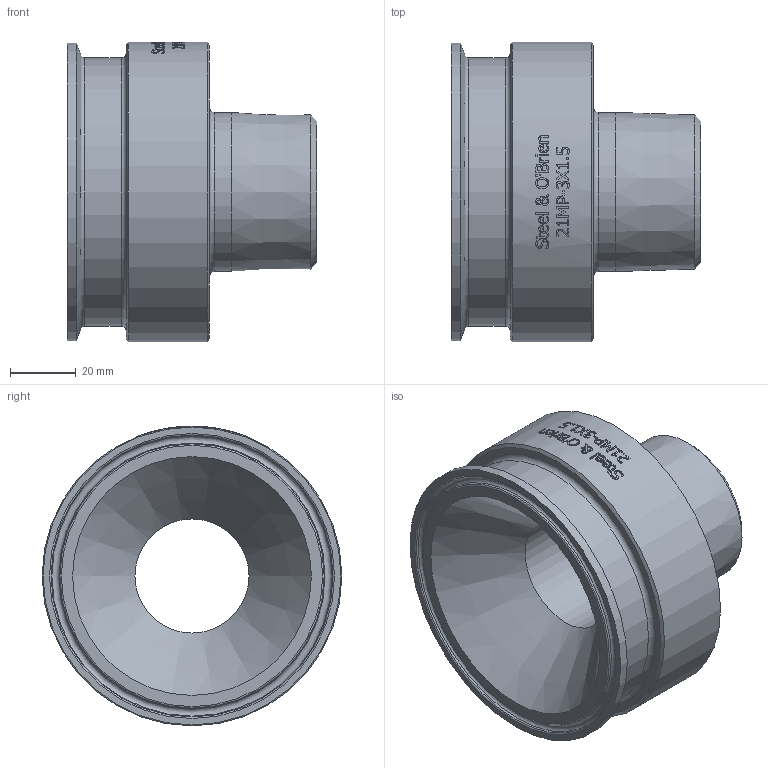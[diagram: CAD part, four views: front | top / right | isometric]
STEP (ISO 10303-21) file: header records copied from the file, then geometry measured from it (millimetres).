
FILE_DESCRIPTION(/* description */ (''),/* implementation_level */ '2;1');
FILE_NAME(/* name */ '21MP-3X1.5.stp',/* time_stamp */ '2019-01-30T17:25:59-05:00',/* author */ ('rick'),/* organization */ (''),/* preprocessor_version */ 'ST-DEVELOPER v15.2',/* originating_system */ 'Autodesk Inventor 2014',/* authorisation */ '');
FILE_SCHEMA (('AUTOMOTIVE_DESIGN { 1 0 10303 214 3 1 1 }'));
Length unit declared in the file: inch
Products named in the file (1): AAV03120
Bounding box: 76.2 x 91.44 x 91.44 mm (x, y, z)
Volume: 219670.9 mm3; surface area: 37274.9 mm2
Topology: 1 solids, 1 shells, 392 faces, 1047 edges, 693 vertices
Faces by surface type: bspline 172, plane 167, cylinder 38, cone 9, torus 6
Full cylindrical faces by diameter (mm): 34.798 x1, 48.552 x1, 81.89 x1, 90.907 x1, 91.44 x1
Entity records: 15267 total; most frequent: CARTESIAN_POINT 6477, ORIENTED_EDGE 2054, DIRECTION 1340, EDGE_CURVE 1027, VERTEX_POINT 693, LINE 468, VECTOR 468, EDGE_LOOP 450
